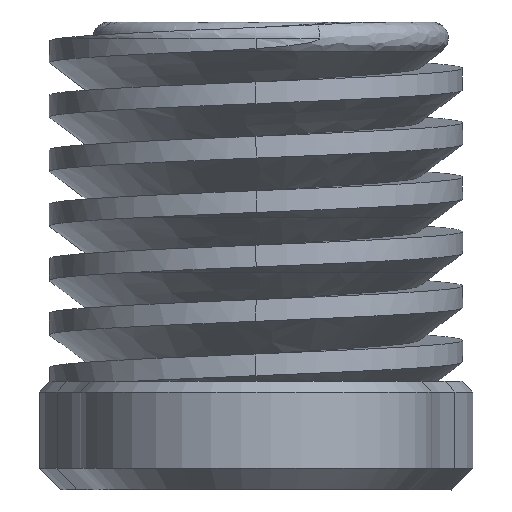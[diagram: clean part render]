
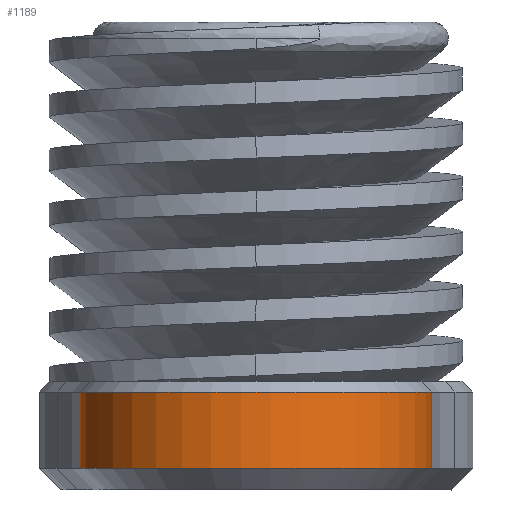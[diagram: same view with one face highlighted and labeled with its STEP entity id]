
A CAD part, left-side view. The second image highlights one B-rep face of the part: STEP entity #1189.
In plain terms, the highlighted cylindrical face has radius 16.2 mm (diameter 32.4 mm), a partial arc.
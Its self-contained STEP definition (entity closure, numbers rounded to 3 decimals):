
#138=FACE_OUTER_BOUND('',#209,.T.);
#209=EDGE_LOOP('',(#1067,#1068,#1069,#1070));
#232=CIRCLE('',#1248,16.2);
#255=CIRCLE('',#1300,16.2);
#364=LINE('',#2288,#414);
#370=LINE('',#2351,#420);
#414=VECTOR('',#1425,10.);
#420=VECTOR('',#1437,10.);
#509=VERTEX_POINT('',#2254);
#513=VERTEX_POINT('',#2275);
#516=VERTEX_POINT('',#2287);
#522=VERTEX_POINT('',#2349);
#650=EDGE_CURVE('',#513,#509,#232,.T.);
#654=EDGE_CURVE('',#516,#509,#364,.T.);
#666=EDGE_CURVE('',#513,#522,#370,.T.);
#729=EDGE_CURVE('',#516,#522,#255,.T.);
#1067=ORIENTED_EDGE('',*,*,#654,.T.);
#1068=ORIENTED_EDGE('',*,*,#650,.F.);
#1069=ORIENTED_EDGE('',*,*,#666,.T.);
#1070=ORIENTED_EDGE('',*,*,#729,.F.);
#1122=CYLINDRICAL_SURFACE('',#1302,16.2);
#1189=ADVANCED_FACE('',(#138),#1122,.T.);
#1248=AXIS2_PLACEMENT_3D('',#2279,#1415,#1416);
#1300=AXIS2_PLACEMENT_3D('',#4436,#1544,#1545);
#1302=AXIS2_PLACEMENT_3D('',#4438,#1548,#1549);
#1415=DIRECTION('center_axis',(0.,0.,
-1.));
#1416=DIRECTION('ref_axis',(-1.,0.,0.));
#1425=DIRECTION('',(0.,0.,-1.));
#1437=DIRECTION('',(0.,0.,1.));
#1544=DIRECTION('center_axis',(0.,0.,
1.));
#1545=DIRECTION('ref_axis',(-1.,0.,0.));
#1548=DIRECTION('center_axis',(0.,0.,
1.));
#1549=DIRECTION('ref_axis',(-1.,0.,0.));
#2254=CARTESIAN_POINT('',(-12.286,-34.264,-136.948));
#2275=CARTESIAN_POINT('',(-12.286,-66.585,-136.948));
#2279=CARTESIAN_POINT('Origin',(-13.417,-50.424,-136.948));
#2287=CARTESIAN_POINT('',(-12.286,-34.264,-129.948));
#2288=CARTESIAN_POINT('',(-12.286,-34.264,-128.948));
#2349=CARTESIAN_POINT('',(-12.286,-66.585,-129.948));
#2351=CARTESIAN_POINT('',(-12.286,-66.585,-128.948));
#4436=CARTESIAN_POINT('Origin',(-13.417,-50.424,-129.948));
#4438=CARTESIAN_POINT('Origin',(-13.417,-50.424,-128.948));
